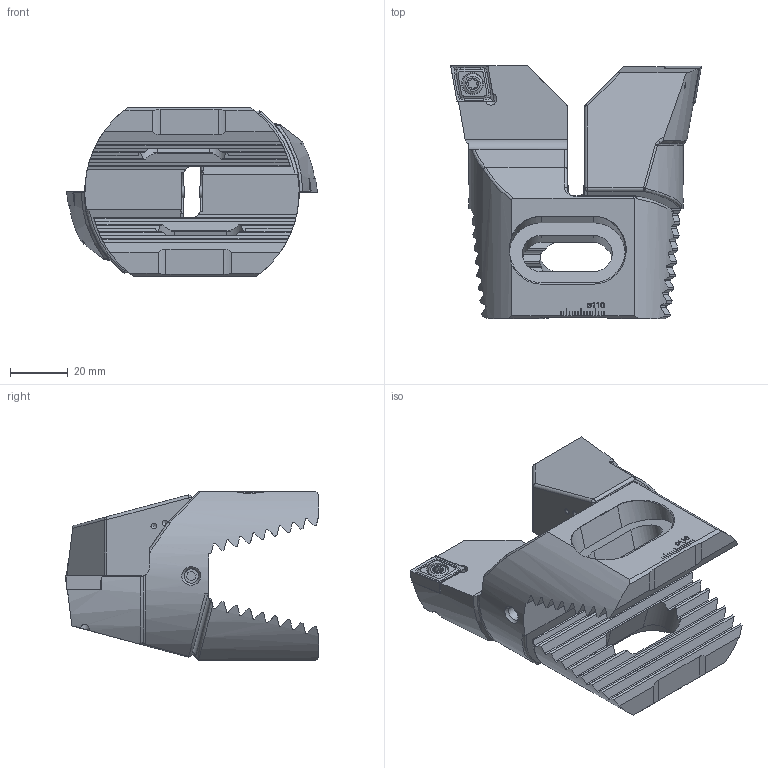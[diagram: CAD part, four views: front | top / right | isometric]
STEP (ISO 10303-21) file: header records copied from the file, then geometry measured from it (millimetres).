
FILE_DESCRIPTION (( 'STEP AP214' ), '1' );
FILE_NAME ('Z72.WCC.B13.050.STEP', '2020-08-14T11:57:22', ( '' ), ( '' ), 'SwSTEP 2.0', 'SolidWorks 2017', '' );
FILE_SCHEMA (( 'AUTOMOTIVE_DESIGN' ));
Length unit declared in the file: millimetre
Products named in the file (6): CCMT120404; ZC7-xxx.001.050_A_versetzt; WCC-ER2.001.010_A; Z72.WCC.B13.050; ZC7-xxx.001.050_A; Z72-ER3.001.030
Assembly tree (8 placements, depth 2):
  Z72.WCC.B13.050
    ZC7-xxx.001.050_A
    ZC7-xxx.001.050_A_versetzt
    Z72-ER3.001.030  x2
    CCMT120404  x2
    WCC-ER2.001.010_A  x2
Bounding box: 86.5 x 87.5 x 58.2 mm (x, y, z)
Volume: 143821.3 mm3; surface area: 37835 mm2
Topology: 8 solids, 8 shells, 671 faces, 1774 edges, 1117 vertices
Faces by surface type: plane 394, cylinder 108, bspline 100, cone 49, torus 10, sphere 10
Full cylindrical faces by diameter (mm): 2 x4, 4 x2, 4.2 x4, 5 x4, 5.5 x2, 6 x2, 7 x2, 7.6 x2
Entity records: 22515 total; most frequent: CARTESIAN_POINT 8548, ORIENTED_EDGE 3044, DIRECTION 2244, EDGE_CURVE 1522, VERTEX_POINT 988, VECTOR 918, LINE 918, AXIS2_PLACEMENT_3D 663
